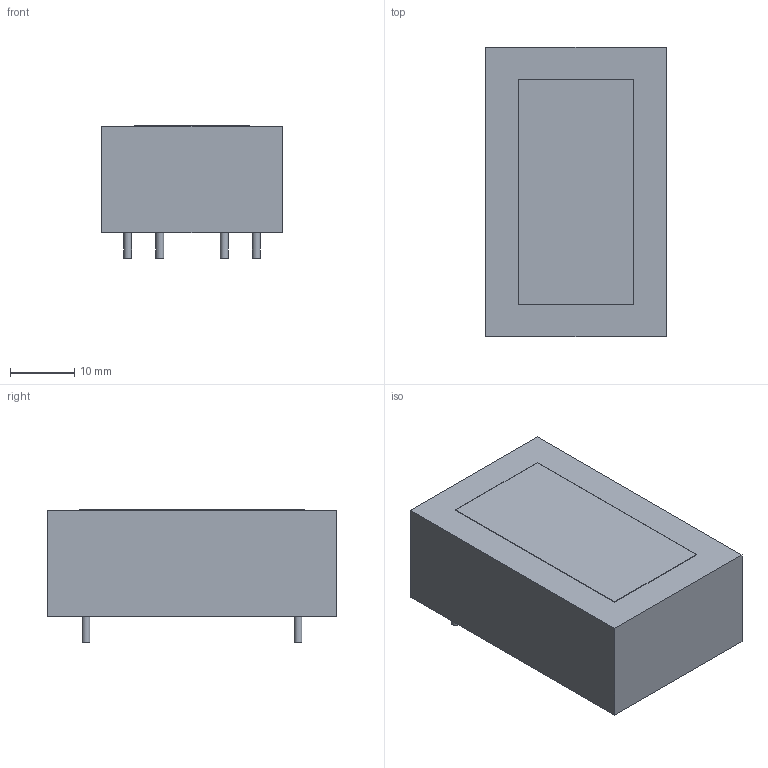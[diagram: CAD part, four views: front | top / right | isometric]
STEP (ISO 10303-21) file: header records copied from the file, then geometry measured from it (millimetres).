
FILE_DESCRIPTION(('FreeCAD Model'),'2;1');
FILE_NAME('NOISE_FILTER_FN402B.step', '2020-08-25T11:13:16',('Author'),(''), 'Open CASCADE STEP processor 7.3','FreeCAD','Unknown');
FILE_SCHEMA(('AUTOMOTIVE_DESIGN { 1 0 10303 214 1 1 1 1 }'));
Length unit declared in the file: millimetre
Products named in the file (1): Body
Bounding box: 28 x 45 x 20.6 mm (x, y, z)
Volume: 20871.1 mm3; surface area: 4999.9 mm2
Topology: 1 solids, 1 shells, 19 faces, 36 edges, 24 vertices
Faces by surface type: plane 15, cylinder 4
Full cylindrical faces by diameter (mm): 1.2 x4
Entity records: 499 total; most frequent: DIRECTION 84, CARTESIAN_POINT 80, ORIENTED_EDGE 72, EDGE_CURVE 36, AXIS2_PLACEMENT_3D 28, LINE 28, VECTOR 28, FACE_BOUND 24
